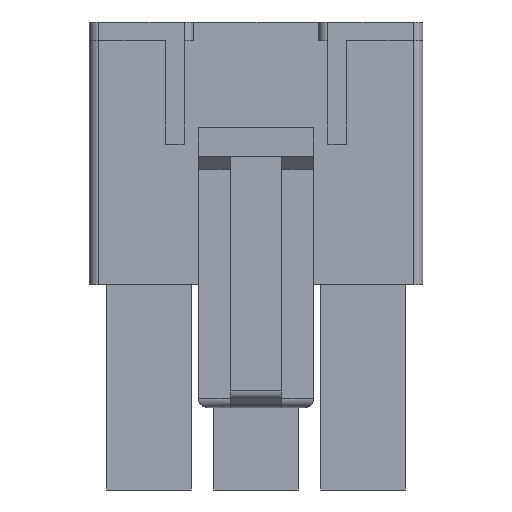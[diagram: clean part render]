
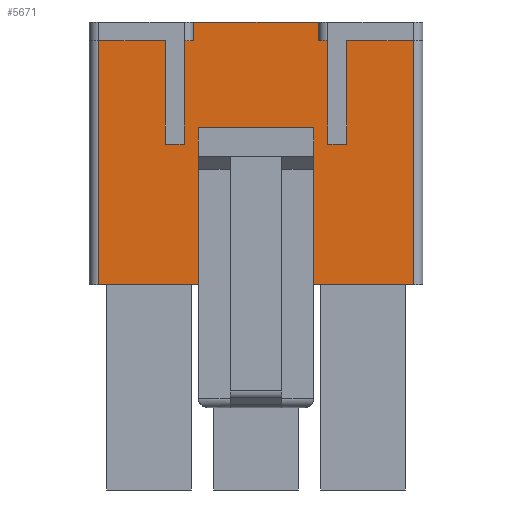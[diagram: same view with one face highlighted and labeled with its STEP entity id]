
A CAD part, front view. The second image highlights one B-rep face of the part: STEP entity #5671.
In plain terms, the highlighted planar face has unit normal (0, -1, 0).
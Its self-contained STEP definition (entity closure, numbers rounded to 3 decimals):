
#347=DIRECTION('',(1.,0.,0.));
#348=VECTOR('',#347,6.65);
#349=CARTESIAN_POINT('',(-51.903,0.208,14.));
#350=LINE('',#349,#348);
#587=DIRECTION('',(0.,0.,1.));
#588=VECTOR('',#587,5.5);
#589=CARTESIAN_POINT('',(-52.403,0.208,7.5));
#590=LINE('',#589,#588);
#604=DIRECTION('',(1.,0.,0.));
#605=VECTOR('',#604,0.5);
#606=CARTESIAN_POINT('',(-52.403,0.208,13.));
#607=LINE('',#606,#605);
#624=DIRECTION('',(0.,0.,1.));
#625=VECTOR('',#624,1.);
#626=CARTESIAN_POINT('',(-51.903,0.208,13.));
#627=LINE('',#626,#625);
#628=DIRECTION('',(0.,0.,1.));
#629=VECTOR('',#628,2.999);
#630=CARTESIAN_POINT('',(-50.946,0.208,0.359));
#631=LINE('',#630,#629);
#632=DIRECTION('',(-1.,0.,0.));
#633=VECTOR('',#632,1.);
#634=CARTESIAN_POINT('',(-43.753,0.208,7.5));
#635=LINE('',#634,#633);
#636=DIRECTION('',(-1.,0.,0.));
#637=VECTOR('',#636,16.75);
#638=CARTESIAN_POINT('',(-40.203,0.208,0.));
#639=LINE('',#638,#637);
#640=DIRECTION('',(-1.,0.,0.));
#641=VECTOR('',#640,1.);
#642=CARTESIAN_POINT('',(-52.403,0.208,7.5));
#643=LINE('',#642,#641);
#644=DIRECTION('',(1.,0.,0.));
#645=VECTOR('',#644,1.);
#646=CARTESIAN_POINT('',(-50.946,0.208,0.359));
#647=LINE('',#646,#645);
#982=DIRECTION('',(-1.,0.,0.));
#983=VECTOR('',#982,1.);
#984=CARTESIAN_POINT('',(-46.21,0.208,3.359));
#985=LINE('',#984,#983);
#991=DIRECTION('',(0.,0.,1.));
#992=VECTOR('',#991,2.999);
#993=CARTESIAN_POINT('',(-46.21,0.208,0.359));
#994=LINE('',#993,#992);
#1009=DIRECTION('',(1.,0.,0.));
#1010=VECTOR('',#1009,1.);
#1011=CARTESIAN_POINT('',(-47.21,0.208,0.359));
#1012=LINE('',#1011,#1010);
#1022=DIRECTION('',(0.,0.,-1.));
#1023=VECTOR('',#1022,2.999);
#1024=CARTESIAN_POINT('',(-47.21,0.208,3.359));
#1025=LINE('',#1024,#1023);
#1069=DIRECTION('',(0.,0.,1.));
#1070=VECTOR('',#1069,2.999);
#1071=CARTESIAN_POINT('',(-49.946,0.208,0.359));
#1072=LINE('',#1071,#1070);
#1128=DIRECTION('',(-1.,0.,0.));
#1129=VECTOR('',#1128,1.);
#1130=CARTESIAN_POINT('',(-49.946,0.208,3.359));
#1131=LINE('',#1130,#1129);
#1148=DIRECTION('',(0.,0.,-1.));
#1149=VECTOR('',#1148,5.5);
#1150=CARTESIAN_POINT('',(-44.753,0.208,13.));
#1151=LINE('',#1150,#1149);
#1156=DIRECTION('',(1.,0.,0.));
#1157=VECTOR('',#1156,0.5);
#1158=CARTESIAN_POINT('',(-45.253,0.208,13.));
#1159=LINE('',#1158,#1157);
#1169=DIRECTION('',(0.,0.,-1.));
#1170=VECTOR('',#1169,1.);
#1171=CARTESIAN_POINT('',(-45.253,0.208,14.));
#1172=LINE('',#1171,#1170);
#1198=DIRECTION('',(1.,0.,0.));
#1199=VECTOR('',#1198,3.55);
#1200=CARTESIAN_POINT('',(-43.753,0.208,13.));
#1201=LINE('',#1200,#1199);
#1215=DIRECTION('',(0.,0.,-1.));
#1216=VECTOR('',#1215,13.);
#1217=CARTESIAN_POINT('',(-40.203,0.208,13.));
#1218=LINE('',#1217,#1216);
#1223=DIRECTION('',(0.,0.,1.));
#1224=VECTOR('',#1223,5.5);
#1225=CARTESIAN_POINT('',(-43.753,0.208,7.5));
#1226=LINE('',#1225,#1224);
#1235=DIRECTION('',(0.,0.,1.));
#1236=VECTOR('',#1235,13.);
#1237=CARTESIAN_POINT('',(-56.953,0.208,0.));
#1238=LINE('',#1237,#1236);
#1243=DIRECTION('',(1.,0.,0.));
#1244=VECTOR('',#1243,3.55);
#1245=CARTESIAN_POINT('',(-56.953,0.208,13.));
#1246=LINE('',#1245,#1244);
#1265=DIRECTION('',(0.,0.,-1.));
#1266=VECTOR('',#1265,5.5);
#1267=CARTESIAN_POINT('',(-53.403,0.208,13.));
#1268=LINE('',#1267,#1266);
#3907=CARTESIAN_POINT('',(-56.953,0.208,0.));
#3909=VERTEX_POINT('',#3907);
#3912=CARTESIAN_POINT('',(-40.203,0.208,0.));
#3914=VERTEX_POINT('',#3912);
#4476=CARTESIAN_POINT('',(-56.953,0.208,13.));
#4478=VERTEX_POINT('',#4476);
#4493=CARTESIAN_POINT('',(-51.903,0.208,13.));
#4494=VERTEX_POINT('',#4493);
#4495=CARTESIAN_POINT('',(-52.403,0.208,13.));
#4496=VERTEX_POINT('',#4495);
#4497=CARTESIAN_POINT('',(-53.403,0.208,13.));
#4498=VERTEX_POINT('',#4497);
#4499=CARTESIAN_POINT('',(-49.946,0.208,0.359));
#4500=CARTESIAN_POINT('',(-49.946,0.208,3.359));
#4501=VERTEX_POINT('',#4499);
#4502=VERTEX_POINT('',#4500);
#4503=CARTESIAN_POINT('',(-50.946,0.208,3.359));
#4504=VERTEX_POINT('',#4503);
#4505=CARTESIAN_POINT('',(-50.946,0.208,0.359));
#4506=VERTEX_POINT('',#4505);
#4507=CARTESIAN_POINT('',(-47.21,0.208,0.359));
#4508=CARTESIAN_POINT('',(-46.21,0.208,0.359));
#4509=VERTEX_POINT('',#4507);
#4510=VERTEX_POINT('',#4508);
#4511=CARTESIAN_POINT('',(-46.21,0.208,3.359));
#4512=VERTEX_POINT('',#4511);
#4513=CARTESIAN_POINT('',(-47.21,0.208,3.359));
#4514=VERTEX_POINT('',#4513);
#4515=CARTESIAN_POINT('',(-45.253,0.208,13.));
#4516=CARTESIAN_POINT('',(-44.753,0.208,13.));
#4517=VERTEX_POINT('',#4515);
#4518=VERTEX_POINT('',#4516);
#4519=CARTESIAN_POINT('',(-51.903,0.208,14.));
#4520=VERTEX_POINT('',#4519);
#4521=CARTESIAN_POINT('',(-45.253,0.208,14.));
#4522=VERTEX_POINT('',#4521);
#4651=CARTESIAN_POINT('',(-40.203,0.208,13.));
#4653=VERTEX_POINT('',#4651);
#4655=CARTESIAN_POINT('',(-43.753,0.208,13.));
#4656=VERTEX_POINT('',#4655);
#4761=CARTESIAN_POINT('',(-52.403,0.208,7.5));
#4762=VERTEX_POINT('',#4761);
#4763=CARTESIAN_POINT('',(-53.403,0.208,7.5));
#4764=VERTEX_POINT('',#4763);
#4765=CARTESIAN_POINT('',(-44.753,0.208,7.5));
#4766=VERTEX_POINT('',#4765);
#4767=CARTESIAN_POINT('',(-43.753,0.208,7.5));
#4768=VERTEX_POINT('',#4767);
#5618=CARTESIAN_POINT('',(-34.328,0.208,6.5));
#5619=DIRECTION('',(0.,-1.,0.));
#5620=DIRECTION('',(0.,0.,1.));
#5621=AXIS2_PLACEMENT_3D('',#5618,#5619,#5620);
#5622=PLANE('',#5621);
#5624=ORIENTED_EDGE('',*,*,#5623,.F.);
#5626=ORIENTED_EDGE('',*,*,#5625,.T.);
#5628=ORIENTED_EDGE('',*,*,#5627,.T.);
#5630=ORIENTED_EDGE('',*,*,#5629,.T.);
#5631=ORIENTED_EDGE('',*,*,#4805,.T.);
#5633=ORIENTED_EDGE('',*,*,#5632,.T.);
#5635=ORIENTED_EDGE('',*,*,#5634,.T.);
#5637=ORIENTED_EDGE('',*,*,#5636,.T.);
#5638=ORIENTED_EDGE('',*,*,#5556,.F.);
#5639=ORIENTED_EDGE('',*,*,#5571,.T.);
#5640=ORIENTED_EDGE('',*,*,#5586,.T.);
#5641=ORIENTED_EDGE('',*,*,#5612,.T.);
#5642=ORIENTED_EDGE('',*,*,#5293,.T.);
#5644=ORIENTED_EDGE('',*,*,#5643,.T.);
#5646=ORIENTED_EDGE('',*,*,#5645,.T.);
#5648=ORIENTED_EDGE('',*,*,#5647,.T.);
#5649=EDGE_LOOP('',(#5624,#5626,#5628,#5630,#5631,#5633,#5635,#5637,#5638,#5639,
#5640,#5641,#5642,#5644,#5646,#5648));
#5650=FACE_OUTER_BOUND('',#5649,.F.);
#5652=ORIENTED_EDGE('',*,*,#5651,.T.);
#5654=ORIENTED_EDGE('',*,*,#5653,.T.);
#5656=ORIENTED_EDGE('',*,*,#5655,.T.);
#5658=ORIENTED_EDGE('',*,*,#5657,.T.);
#5659=EDGE_LOOP('',(#5652,#5654,#5656,#5658));
#5660=FACE_BOUND('',#5659,.F.);
#5662=ORIENTED_EDGE('',*,*,#5661,.T.);
#5664=ORIENTED_EDGE('',*,*,#5663,.T.);
#5666=ORIENTED_EDGE('',*,*,#5665,.T.);
#5668=ORIENTED_EDGE('',*,*,#5667,.F.);
#5669=EDGE_LOOP('',(#5662,#5664,#5666,#5668));
#5670=FACE_BOUND('',#5669,.F.);
#5671=ADVANCED_FACE('',(#5650,#5660,#5670),#5622,.T.);
#4805=EDGE_CURVE('',#3914,#3909,#639,.T.);
#5293=EDGE_CURVE('',#4520,#4522,#350,.T.);
#5556=EDGE_CURVE('',#4762,#4764,#643,.T.);
#5571=EDGE_CURVE('',#4762,#4496,#590,.T.);
#5586=EDGE_CURVE('',#4496,#4494,#607,.T.);
#5612=EDGE_CURVE('',#4494,#4520,#627,.T.);
#5623=EDGE_CURVE('',#4768,#4766,#635,.T.);
#5625=EDGE_CURVE('',#4768,#4656,#1226,.T.);
#5627=EDGE_CURVE('',#4656,#4653,#1201,.T.);
#5629=EDGE_CURVE('',#4653,#3914,#1218,.T.);
#5632=EDGE_CURVE('',#3909,#4478,#1238,.T.);
#5634=EDGE_CURVE('',#4478,#4498,#1246,.T.);
#5636=EDGE_CURVE('',#4498,#4764,#1268,.T.);
#5643=EDGE_CURVE('',#4522,#4517,#1172,.T.);
#5645=EDGE_CURVE('',#4517,#4518,#1159,.T.);
#5647=EDGE_CURVE('',#4518,#4766,#1151,.T.);
#5651=EDGE_CURVE('',#4514,#4509,#1025,.T.);
#5653=EDGE_CURVE('',#4509,#4510,#1012,.T.);
#5655=EDGE_CURVE('',#4510,#4512,#994,.T.);
#5657=EDGE_CURVE('',#4512,#4514,#985,.T.);
#5661=EDGE_CURVE('',#4506,#4501,#647,.T.);
#5663=EDGE_CURVE('',#4501,#4502,#1072,.T.);
#5665=EDGE_CURVE('',#4502,#4504,#1131,.T.);
#5667=EDGE_CURVE('',#4506,#4504,#631,.T.);
